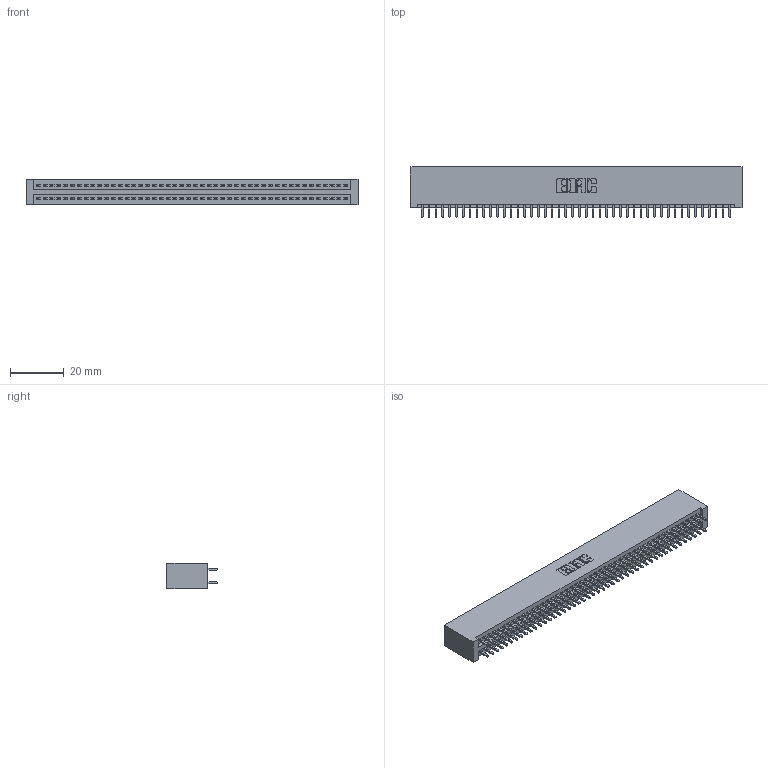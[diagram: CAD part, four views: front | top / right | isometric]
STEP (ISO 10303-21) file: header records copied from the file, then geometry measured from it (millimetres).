
FILE_DESCRIPTION (( 'STEP AP203' ), '1' );
FILE_NAME ('345-092-521-201.STEP', '2018-10-04T20:05:34', ( '' ), ( '' ), 'SwSTEP 2.0', 'SolidWorks 2016', '' );
FILE_SCHEMA (( 'CONFIG_CONTROL_DESIGN' ));
Length unit declared in the file: inch
Products named in the file (3): 345 Part_No Mounting Lugs; 345-292-001_345-293-121; 345-092-521-201
Assembly tree (93 placements, depth 2):
  345-092-521-201
    345 Part_No Mounting Lugs
    345-292-001_345-293-121  x92
Bounding box: 123.44 x 18.72 x 9.4 mm (x, y, z)
Volume: 12607 mm3; surface area: 18771.5 mm2
Topology: 93 solids, 93 shells, 4718 faces, 14025 edges, 9226 vertices
Faces by surface type: plane 3112, cylinder 1606
Entity records: 35295 total; most frequent: CARTESIAN_POINT 5912, ORIENTED_EDGE 5846, DIRECTION 5203, EDGE_CURVE 2923, VECTOR 2615, LINE 2615, VERTEX_POINT 1946, AXIS2_PLACEMENT_3D 1294
